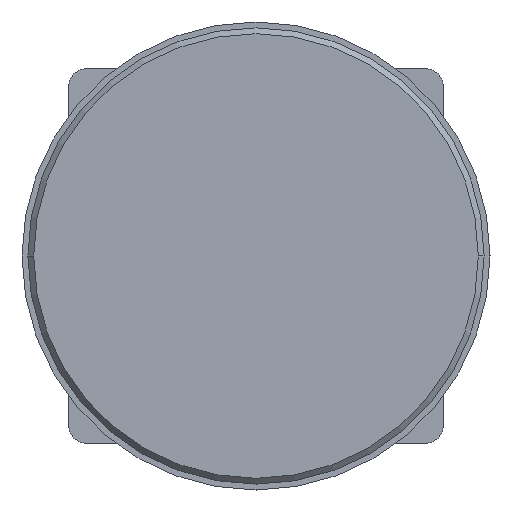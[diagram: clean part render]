
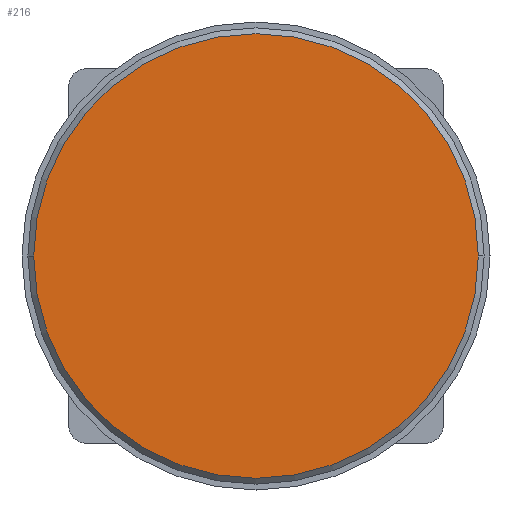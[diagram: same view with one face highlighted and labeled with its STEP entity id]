
A CAD part, front view. The second image highlights one B-rep face of the part: STEP entity #216.
In plain terms, the highlighted planar face has unit normal (0, -1, 0).
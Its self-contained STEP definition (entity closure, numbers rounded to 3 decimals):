
#60 = EDGE_CURVE ( 'NONE', #116, #596, #91, .T. ) ;
#91 = CIRCLE ( 'NONE', #868, 38. ) ;
#101 = DIRECTION ( 'NONE',  ( -1., 0., 0. ) ) ;
#116 = VERTEX_POINT ( 'NONE', #512 ) ;
#166 = FACE_OUTER_BOUND ( 'NONE', #353, .T. ) ;
#216 = ADVANCED_FACE ( 'NONE', ( #166 ), #734, .F. ) ;
#218 = ORIENTED_EDGE ( 'NONE', *, *, #60, .T. ) ;
#235 = DIRECTION ( 'NONE',  ( 0., 1., 0. ) ) ;
#328 = EDGE_CURVE ( 'NONE', #596, #116, #579, .T. ) ;
#353 = EDGE_LOOP ( 'NONE', ( #218, #448 ) ) ;
#448 = ORIENTED_EDGE ( 'NONE', *, *, #328, .T. ) ;
#494 = DIRECTION ( 'NONE',  ( 0., -1., 0. ) ) ;
#509 = DIRECTION ( 'NONE',  ( -1., 0., 0. ) ) ;
#512 = CARTESIAN_POINT ( 'NONE',  ( -38., 0., 0. ) ) ;
#579 = CIRCLE ( 'NONE', #856, 38. ) ;
#596 = VERTEX_POINT ( 'NONE', #826 ) ;
#650 = CARTESIAN_POINT ( 'NONE',  ( 0., 0., 0. ) ) ;
#707 = CARTESIAN_POINT ( 'NONE',  ( 0., 0., 0. ) ) ;
#734 = PLANE ( 'NONE',  #748 ) ;
#745 = DIRECTION ( 'NONE',  ( 0., -1., 0. ) ) ;
#748 = AXIS2_PLACEMENT_3D ( 'NONE', #650, #235, #948 ) ;
#826 = CARTESIAN_POINT ( 'NONE',  ( 38., 0., 0. ) ) ;
#827 = CARTESIAN_POINT ( 'NONE',  ( 0., 0., 0. ) ) ;
#856 = AXIS2_PLACEMENT_3D ( 'NONE', #827, #745, #101 ) ;
#868 = AXIS2_PLACEMENT_3D ( 'NONE', #707, #494, #509 ) ;
#948 = DIRECTION ( 'NONE',  ( -1., 0., 0. ) ) ;
